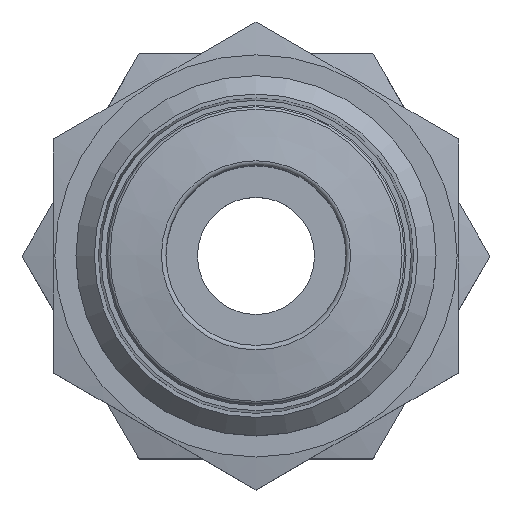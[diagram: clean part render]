
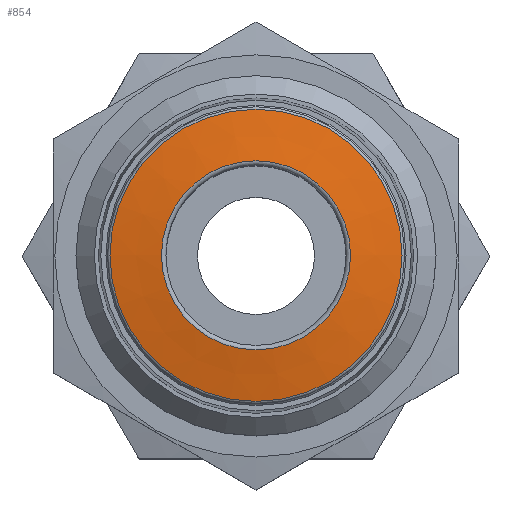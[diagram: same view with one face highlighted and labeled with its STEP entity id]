
A CAD part, top view. The second image highlights one B-rep face of the part: STEP entity #854.
In plain terms, the highlighted conical face has half-angle 80 degrees and reference radius 9.735 mm.
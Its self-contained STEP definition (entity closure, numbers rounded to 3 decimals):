
#87=CONICAL_SURFACE('',#961,9.735,1.396);
#113=CIRCLE('',#962,6.3);
#114=CIRCLE('',#963,9.735);
#226=ORIENTED_EDGE('',*,*,#389,.T.);
#227=ORIENTED_EDGE('',*,*,#390,.F.);
#389=EDGE_CURVE('',#475,#475,#113,.T.);
#390=EDGE_CURVE('',#476,#476,#114,.T.);
#475=VERTEX_POINT('',#1451);
#476=VERTEX_POINT('',#1453);
#590=EDGE_LOOP('',(#226));
#591=EDGE_LOOP('',(#227));
#712=FACE_BOUND('',#590,.T.);
#713=FACE_BOUND('',#591,.T.);
#854=ADVANCED_FACE('',(#712,#713),#87,.T.);
#961=AXIS2_PLACEMENT_3D('',#1449,#1131,#1132);
#962=AXIS2_PLACEMENT_3D('',#1450,#1133,#1134);
#963=AXIS2_PLACEMENT_3D('',#1452,#1135,#1136);
#1131=DIRECTION('',(0.,0.,-1.));
#1132=DIRECTION('',(-1.,0.,0.));
#1133=DIRECTION('',(0.,0.,-1.));
#1134=DIRECTION('',(-1.,0.,0.));
#1135=DIRECTION('',(0.,0.,-1.));
#1136=DIRECTION('',(-1.,0.,0.));
#1449=CARTESIAN_POINT('',(0.,0.,-0.606));
#1450=CARTESIAN_POINT('',(0.,0.,0.));
#1451=CARTESIAN_POINT('',(-6.3,0.,0.));
#1452=CARTESIAN_POINT('',(0.,0.,-0.606));
#1453=CARTESIAN_POINT('',(-9.735,0.,-0.606));
